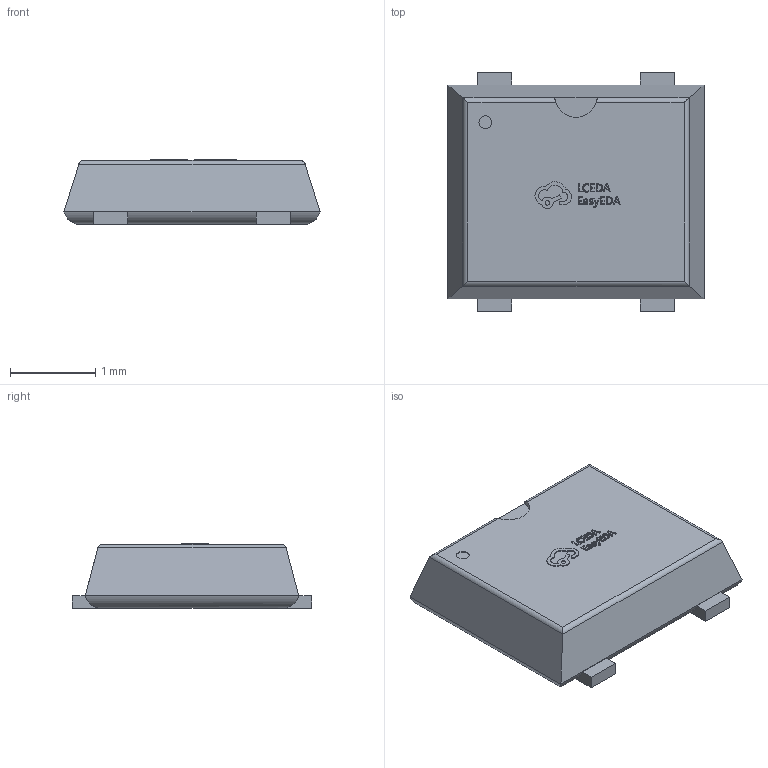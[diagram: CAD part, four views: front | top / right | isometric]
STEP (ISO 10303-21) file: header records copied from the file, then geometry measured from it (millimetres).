
FILE_DESCRIPTION (( 'STEP AP214' ), '1' );
FILE_NAME ('ESOP-4_L3.0-W2.5-P1.90-LS2.8-TL.STEP', '2023-11-01T10:03:55', ( '' ), ( '' ), 'SwSTEP 2.0', 'SolidWorks 2020', '' );
FILE_SCHEMA (( 'AUTOMOTIVE_DESIGN' ));
Length unit declared in the file: millimetre
Products named in the file (1): ESOP-4_L3.0-W2.5-P1.90-LS2.8-TL
Bounding box: 3 x 2.8 x 0.76 mm (x, y, z)
Volume: 5 mm3; surface area: 22.2 mm2
Topology: 18 solids, 18 shells, 275 faces, 710 edges, 472 vertices
Faces by surface type: plane 161, bspline 98, cylinder 16
Entity records: 12074 total; most frequent: CARTESIAN_POINT 2830, ORIENTED_EDGE 1420, DIRECTION 864, EDGE_CURVE 710, LINE 480, VECTOR 480, VERTEX_POINT 472, UNCERTAINTY_MEASURE_WITH_UNIT 295
